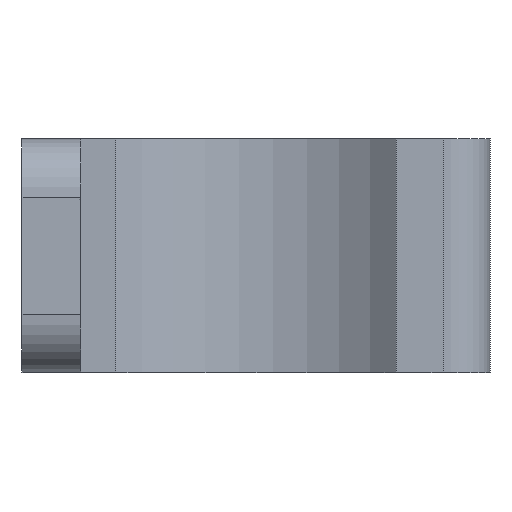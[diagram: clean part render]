
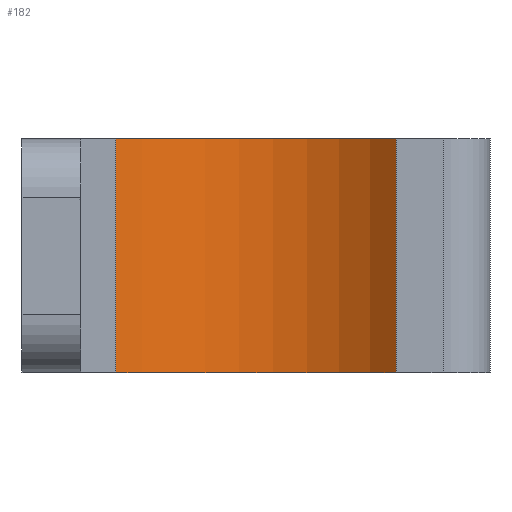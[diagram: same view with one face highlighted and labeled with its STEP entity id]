
A CAD part, front view. The second image highlights one B-rep face of the part: STEP entity #182.
In plain terms, the highlighted cylindrical face has radius 17.5 mm (diameter 35 mm), a partial arc.
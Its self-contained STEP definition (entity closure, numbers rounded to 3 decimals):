
#182=ADVANCED_FACE('',(#504),#506,.F.);
#504=FACE_BOUND('',#505,.T.);
#505=EDGE_LOOP('',(#773,#774,#775,#776));
#506=CYLINDRICAL_SURFACE('',#507,17.5);
#507=AXIS2_PLACEMENT_3D('',#508,#509,#510);
#508=CARTESIAN_POINT('',(0.,-46.738,0.));
#509=DIRECTION('',(0.,0.,1.));
#510=DIRECTION('',(0.686,0.728,0.));
#773=ORIENTED_EDGE('',*,*,#875,.F.);
#774=ORIENTED_EDGE('',*,*,#921,.F.);
#775=ORIENTED_EDGE('',*,*,#895,.F.);
#776=ORIENTED_EDGE('',*,*,#922,.F.);
#875=EDGE_CURVE('',#978,#980,#981,.T.);
#895=EDGE_CURVE('',#1017,#1019,#1020,.F.);
#921=EDGE_CURVE('',#1019,#978,#1065,.F.);
#922=EDGE_CURVE('',#980,#1017,#1066,.T.);
#978=VERTEX_POINT('',#1172);
#980=VERTEX_POINT('',#1176);
#981=CIRCLE('',#1177,17.5);
#1017=VERTEX_POINT('',#1253);
#1019=VERTEX_POINT('',#1257);
#1020=CIRCLE('',#1258,17.5);
#1065=LINE('',#1362,#1363);
#1066=LINE('',#1365,#1366);
#1172=CARTESIAN_POINT('',(12.,-34.,0.));
#1176=CARTESIAN_POINT('',(-12.,-34.,0.));
#1177=AXIS2_PLACEMENT_3D('',#1178,#1179,#1180);
#1178=CARTESIAN_POINT('',(0.,-46.738,0.));
#1179=DIRECTION('',(0.,0.,1.));
#1180=DIRECTION('',(0.686,0.728,0.));
#1253=CARTESIAN_POINT('',(-12.,-34.,20.));
#1257=CARTESIAN_POINT('',(12.,-34.,20.));
#1258=AXIS2_PLACEMENT_3D('',#1259,#1260,#1261);
#1259=CARTESIAN_POINT('',(0.,-46.738,20.));
#1260=DIRECTION('',(0.,0.,1.));
#1261=DIRECTION('',(0.686,0.728,0.));
#1362=CARTESIAN_POINT('',(12.,-34.,0.));
#1363=VECTOR('',#1364,1.);
#1364=DIRECTION('',(0.,0.,1.));
#1365=CARTESIAN_POINT('',(-12.,-34.,0.));
#1366=VECTOR('',#1367,1.);
#1367=DIRECTION('',(0.,0.,1.));
